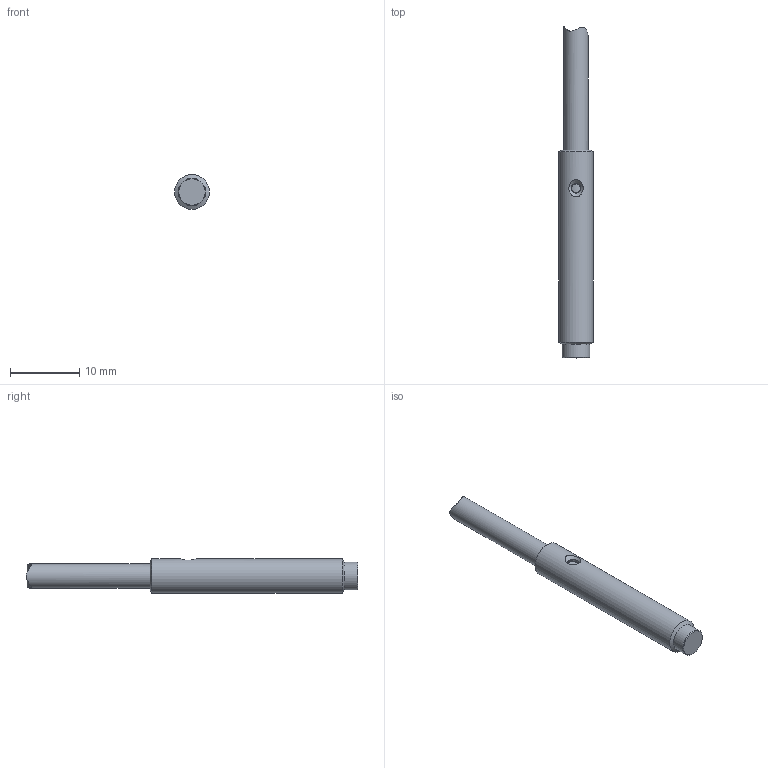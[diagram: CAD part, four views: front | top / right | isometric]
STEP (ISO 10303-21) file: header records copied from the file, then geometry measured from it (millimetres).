
FILE_DESCRIPTION (( 'STEP AP214' ), '1' );
FILE_NAME ('DW-AD-713-M5.STEP', '2019-08-07T17:21:59', ( '' ), ( '' ), 'SwSTEP 2.0', 'SolidWorks 2018', '' );
FILE_SCHEMA (( 'AUTOMOTIVE_DESIGN' ));
Length unit declared in the file: inch
Products named in the file (1): DW-AD-713-M5
Bounding box: 5 x 47.92 x 5 mm (x, y, z)
Volume: 739.1 mm3; surface area: 692.9 mm2
Topology: 1 solids, 1 shells, 13 faces, 25 edges, 17 vertices
Faces by surface type: cylinder 5, cone 4, plane 2, bspline 2
Full cylindrical faces by diameter (mm): 1.5 x1, 3.5 x1, 4 x1, 5 x1
Entity records: 484 total; most frequent: CARTESIAN_POINT 246, DIRECTION 40, ORIENTED_EDGE 24, EDGE_LOOP 24, AXIS2_PLACEMENT_3D 20, FACE_OUTER_BOUND 17, ADVANCED_FACE 13, EDGE_CURVE 12
